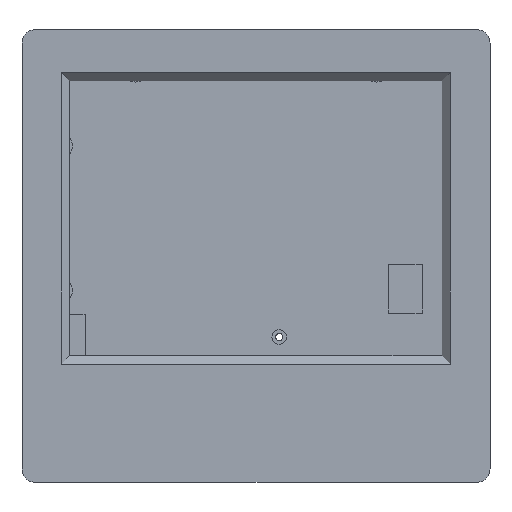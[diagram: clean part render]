
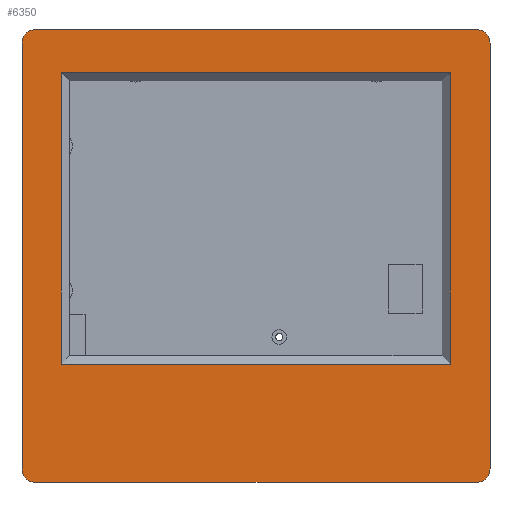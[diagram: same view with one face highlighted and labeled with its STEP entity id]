
A CAD part, top view. The second image highlights one B-rep face of the part: STEP entity #6350.
In plain terms, the highlighted planar face has unit normal (0, 0, 1).
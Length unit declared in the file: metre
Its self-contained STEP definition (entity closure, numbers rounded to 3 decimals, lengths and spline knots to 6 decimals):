
#259=CIRCLE('',#6860,0.0045);
#261=CIRCLE('',#6864,0.0045);
#262=CIRCLE('',#6866,0.0045);
#263=CIRCLE('',#6867,0.0045);
#1380=ORIENTED_EDGE('',*,*,#2592,.T.);
#1381=ORIENTED_EDGE('',*,*,#2593,.T.);
#1382=ORIENTED_EDGE('',*,*,#2590,.T.);
#1383=ORIENTED_EDGE('',*,*,#2587,.T.);
#1384=ORIENTED_EDGE('',*,*,#2584,.T.);
#1385=ORIENTED_EDGE('',*,*,#2582,.T.);
#1386=ORIENTED_EDGE('',*,*,#2594,.T.);
#1387=ORIENTED_EDGE('',*,*,#2595,.T.);
#1388=ORIENTED_EDGE('',*,*,#2596,.F.);
#1389=ORIENTED_EDGE('',*,*,#2597,.F.);
#1390=ORIENTED_EDGE('',*,*,#2598,.F.);
#1391=ORIENTED_EDGE('',*,*,#2599,.F.);
#2582=EDGE_CURVE('',#3293,#3296,#3909,.T.);
#2584=EDGE_CURVE('',#3298,#3293,#259,.T.);
#2587=EDGE_CURVE('',#3300,#3298,#3912,.T.);
#2590=EDGE_CURVE('',#3302,#3300,#261,.T.);
#2592=EDGE_CURVE('',#3303,#3304,#262,.T.);
#2593=EDGE_CURVE('',#3304,#3302,#3915,.T.);
#2594=EDGE_CURVE('',#3296,#3305,#263,.T.);
#2595=EDGE_CURVE('',#3305,#3303,#3916,.T.);
#2596=EDGE_CURVE('',#3306,#3307,#3917,.T.);
#2597=EDGE_CURVE('',#3308,#3306,#3918,.T.);
#2598=EDGE_CURVE('',#3309,#3308,#3919,.T.);
#2599=EDGE_CURVE('',#3307,#3309,#3920,.T.);
#3293=VERTEX_POINT('',#9908);
#3296=VERTEX_POINT('',#9913);
#3298=VERTEX_POINT('',#9919);
#3300=VERTEX_POINT('',#9925);
#3302=VERTEX_POINT('',#9931);
#3303=VERTEX_POINT('',#9935);
#3304=VERTEX_POINT('',#9936);
#3305=VERTEX_POINT('',#9939);
#3306=VERTEX_POINT('',#9942);
#3307=VERTEX_POINT('',#9943);
#3308=VERTEX_POINT('',#9945);
#3309=VERTEX_POINT('',#9947);
#3909=LINE('',#9914,#4617);
#3912=LINE('',#9924,#4620);
#3915=LINE('',#9937,#4623);
#3916=LINE('',#9940,#4624);
#3917=LINE('',#9941,#4625);
#3918=LINE('',#9944,#4626);
#3919=LINE('',#9946,#4627);
#3920=LINE('',#9948,#4628);
#4617=VECTOR('',#8140,1.);
#4620=VECTOR('',#8151,1.);
#4623=VECTOR('',#8164,1.);
#4624=VECTOR('',#8167,1.);
#4625=VECTOR('',#8168,1.);
#4626=VECTOR('',#8169,1.);
#4627=VECTOR('',#8170,1.);
#4628=VECTOR('',#8171,1.);
#5254=EDGE_LOOP('',(#1380,#1381,#1382,#1383,#1384,#1385,#1386,#1387));
#5255=EDGE_LOOP('',(#1388,#1389,#1390,#1391));
#5735=FACE_BOUND('',#5254,.T.);
#5736=FACE_BOUND('',#5255,.T.);
#6013=PLANE('',#6865);
#6350=ADVANCED_FACE('',(#5735,#5736),#6013,.T.);
#6860=AXIS2_PLACEMENT_3D('',#9918,#8145,#8146);
#6864=AXIS2_PLACEMENT_3D('',#9930,#8157,#8158);
#6865=AXIS2_PLACEMENT_3D('',#9933,#8160,#8161);
#6866=AXIS2_PLACEMENT_3D('',#9934,#8162,#8163);
#6867=AXIS2_PLACEMENT_3D('',#9938,#8165,#8166);
#8140=DIRECTION('',(0.,-1.,0.));
#8145=DIRECTION('',(0.,0.,1.));
#8146=DIRECTION('',(0.,1.,0.));
#8151=DIRECTION('',(-1.,0.,0.));
#8157=DIRECTION('',(0.,0.,1.));
#8158=DIRECTION('',(1.,0.,0.));
#8160=DIRECTION('',(0.,0.,1.));
#8161=DIRECTION('',(1.,0.,0.));
#8162=DIRECTION('',(0.,0.,1.));
#8163=DIRECTION('',(0.,-1.,0.));
#8164=DIRECTION('',(0.,1.,0.));
#8165=DIRECTION('',(0.,0.,1.));
#8166=DIRECTION('',(-1.,0.,0.));
#8167=DIRECTION('',(1.,0.,0.));
#8168=DIRECTION('',(0.,-1.,0.));
#8169=DIRECTION('',(-1.,0.,0.));
#8170=DIRECTION('',(0.,1.,0.));
#8171=DIRECTION('',(1.,0.,0.));
#9908=CARTESIAN_POINT('',(0.,0.1207,0.));
#9913=CARTESIAN_POINT('',(0.,-0.0205,0.));
#9914=CARTESIAN_POINT('',(0.,0.1207,0.));
#9918=CARTESIAN_POINT('',(0.0045,0.1207,0.));
#9919=CARTESIAN_POINT('',(0.0045,0.1252,0.));
#9924=CARTESIAN_POINT('',(0.1507,0.1252,0.));
#9925=CARTESIAN_POINT('',(0.1507,0.1252,0.));
#9930=CARTESIAN_POINT('',(0.1507,0.1207,0.));
#9931=CARTESIAN_POINT('',(0.1552,0.1207,0.));
#9933=CARTESIAN_POINT('',(0.0776,0.0626,0.));
#9934=CARTESIAN_POINT('',(0.1507,-0.0205,0.));
#9935=CARTESIAN_POINT('',(0.1507,-0.025,0.));
#9936=CARTESIAN_POINT('',(0.1552,-0.0205,0.));
#9937=CARTESIAN_POINT('',(0.1552,0.0045,0.));
#9938=CARTESIAN_POINT('',(0.0045,-0.0205,0.));
#9939=CARTESIAN_POINT('',(0.0045,-0.025,0.));
#9940=CARTESIAN_POINT('',(0.,-0.025,0.));
#9941=CARTESIAN_POINT('',(0.013,0.0854,0.));
#9942=CARTESIAN_POINT('',(0.013,0.111,0.));
#9943=CARTESIAN_POINT('',(0.013,0.0142,0.));
#9944=CARTESIAN_POINT('',(0.10845,0.111,0.));
#9945=CARTESIAN_POINT('',(0.1421,0.111,0.));
#9946=CARTESIAN_POINT('',(0.1421,0.0398,0.));
#9947=CARTESIAN_POINT('',(0.1421,0.0142,0.));
#9948=CARTESIAN_POINT('',(0.0467,0.0142,0.));
